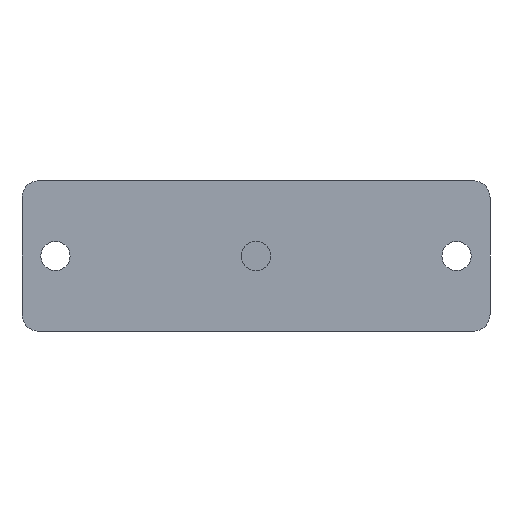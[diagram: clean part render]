
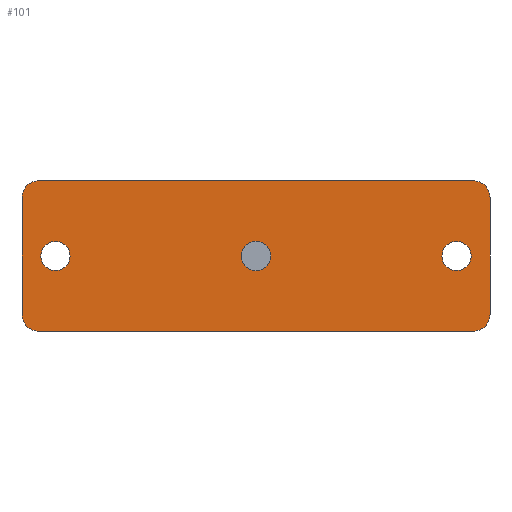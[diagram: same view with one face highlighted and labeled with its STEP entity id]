
A CAD part, front view. The second image highlights one B-rep face of the part: STEP entity #101.
In plain terms, the highlighted planar face has unit normal (0, -1, 0).
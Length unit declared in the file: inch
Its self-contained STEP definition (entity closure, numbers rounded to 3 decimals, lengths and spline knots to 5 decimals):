
#8 = AXIS2_PLACEMENT_3D ( 'NONE', #349, #1837, #3411 ) ;
#82 = CARTESIAN_POINT ( 'NONE',  ( 3., 0., 0. ) ) ;
#90 = CARTESIAN_POINT ( 'NONE',  ( 3., 0., 0.21875 ) ) ;
#101 = ADVANCED_FACE ( 'NONE', ( #323, #2635, #561, #1243 ), #2532, .F. ) ;
#116 = AXIS2_PLACEMENT_3D ( 'NONE', #806, #2949, #3269 ) ;
#248 = EDGE_CURVE ( 'NONE', #2364, #1721, #614, .T. ) ;
#311 = AXIS2_PLACEMENT_3D ( 'NONE', #3424, #3779, #1621 ) ;
#323 = FACE_OUTER_BOUND ( 'NONE', #2700, .T. ) ;
#349 = CARTESIAN_POINT ( 'NONE',  ( 0., 0., 0. ) ) ;
#359 = ORIENTED_EDGE ( 'NONE', *, *, #3651, .T. ) ;
#381 = VERTEX_POINT ( 'NONE', #3603 ) ;
#411 = ORIENTED_EDGE ( 'NONE', *, *, #3563, .F. ) ;
#414 = ORIENTED_EDGE ( 'NONE', *, *, #3812, .F. ) ;
#424 = DIRECTION ( 'NONE',  ( 1., 0., 0. ) ) ;
#439 = DIRECTION ( 'NONE',  ( 0., 0., 1. ) ) ;
#457 = CARTESIAN_POINT ( 'NONE',  ( 3.25, 0., -0.875 ) ) ;
#462 = DIRECTION ( 'NONE',  ( 0., 0., 1. ) ) ;
#483 = CARTESIAN_POINT ( 'NONE',  ( -3., 0., 0. ) ) ;
#517 = VERTEX_POINT ( 'NONE', #1190 ) ;
#519 = VERTEX_POINT ( 'NONE', #2080 ) ;
#533 = CIRCLE ( 'NONE', #1629, 0.21875 ) ;
#561 = FACE_BOUND ( 'NONE', #1404, .T. ) ;
#614 = CIRCLE ( 'NONE', #2027, 0.25 ) ;
#620 = CIRCLE ( 'NONE', #116, 0.21875 ) ;
#653 = CARTESIAN_POINT ( 'NONE',  ( 3.25, 0., 0.875 ) ) ;
#670 = ORIENTED_EDGE ( 'NONE', *, *, #3237, .F. ) ;
#691 = CIRCLE ( 'NONE', #311, 0.25 ) ;
#706 = CARTESIAN_POINT ( 'NONE',  ( -3.25, 0., 0.875 ) ) ;
#736 = DIRECTION ( 'NONE',  ( 0., 1., 0. ) ) ;
#743 = VERTEX_POINT ( 'NONE', #1922 ) ;
#761 = ORIENTED_EDGE ( 'NONE', *, *, #1121, .T. ) ;
#780 = VERTEX_POINT ( 'NONE', #3782 ) ;
#806 = CARTESIAN_POINT ( 'NONE',  ( -3., 0., 0. ) ) ;
#910 = CARTESIAN_POINT ( 'NONE',  ( -3.25, 0., -1.125 ) ) ;
#1007 = ORIENTED_EDGE ( 'NONE', *, *, #1797, .T. ) ;
#1121 = EDGE_CURVE ( 'NONE', #3951, #3342, #2331, .T. ) ;
#1123 = CARTESIAN_POINT ( 'NONE',  ( 0., 0., -0.21875 ) ) ;
#1155 = DIRECTION ( 'NONE',  ( 0., 1., 0. ) ) ;
#1190 = CARTESIAN_POINT ( 'NONE',  ( -3., 0., -0.21875 ) ) ;
#1238 = DIRECTION ( 'NONE',  ( 0., 0., 1. ) ) ;
#1243 = FACE_BOUND ( 'NONE', #3005, .T. ) ;
#1295 = CARTESIAN_POINT ( 'NONE',  ( 3.25, 0., -1.125 ) ) ;
#1374 = VERTEX_POINT ( 'NONE', #90 ) ;
#1404 = EDGE_LOOP ( 'NONE', ( #1639, #1007 ) ) ;
#1453 = CARTESIAN_POINT ( 'NONE',  ( 3., 0., 0. ) ) ;
#1501 = EDGE_LOOP ( 'NONE', ( #2497, #2060 ) ) ;
#1523 = CARTESIAN_POINT ( 'NONE',  ( 0., 0., 0. ) ) ;
#1554 = CIRCLE ( 'NONE', #1622, 0.25 ) ;
#1556 = DIRECTION ( 'NONE',  ( 0., 0., 1. ) ) ;
#1596 = DIRECTION ( 'NONE',  ( 0., 0., 1. ) ) ;
#1606 = AXIS2_PLACEMENT_3D ( 'NONE', #82, #736, #439 ) ;
#1621 = DIRECTION ( 'NONE',  ( 0., 0., 1. ) ) ;
#1622 = AXIS2_PLACEMENT_3D ( 'NONE', #1676, #3543, #462 ) ;
#1629 = AXIS2_PLACEMENT_3D ( 'NONE', #1453, #1155, #2028 ) ;
#1639 = ORIENTED_EDGE ( 'NONE', *, *, #3045, .T. ) ;
#1662 = ORIENTED_EDGE ( 'NONE', *, *, #3717, .F. ) ;
#1675 = LINE ( 'NONE', #2671, #2098 ) ;
#1676 = CARTESIAN_POINT ( 'NONE',  ( -3.25, 0., -0.875 ) ) ;
#1721 = VERTEX_POINT ( 'NONE', #1295 ) ;
#1731 = ORIENTED_EDGE ( 'NONE', *, *, #2432, .F. ) ;
#1797 = EDGE_CURVE ( 'NONE', #1374, #2196, #3169, .T. ) ;
#1816 = AXIS2_PLACEMENT_3D ( 'NONE', #706, #1912, #1596 ) ;
#1837 = DIRECTION ( 'NONE',  ( 0., 1., 0. ) ) ;
#1863 = LINE ( 'NONE', #3135, #2134 ) ;
#1901 = CARTESIAN_POINT ( 'NONE',  ( -3.25, 0., 1.125 ) ) ;
#1911 = EDGE_CURVE ( 'NONE', #3263, #517, #2209, .T. ) ;
#1912 = DIRECTION ( 'NONE',  ( 0., 1., 0. ) ) ;
#1916 = ORIENTED_EDGE ( 'NONE', *, *, #3786, .F. ) ;
#1922 = CARTESIAN_POINT ( 'NONE',  ( -3.25, 0., 1.125 ) ) ;
#1958 = DIRECTION ( 'NONE',  ( -1., 0., 0. ) ) ;
#1964 = AXIS2_PLACEMENT_3D ( 'NONE', #483, #3574, #3231 ) ;
#1979 = ORIENTED_EDGE ( 'NONE', *, *, #3484, .F. ) ;
#1980 = DIRECTION ( 'NONE',  ( 0., 1., 0. ) ) ;
#1986 = CIRCLE ( 'NONE', #3584, 0.25 ) ;
#2027 = AXIS2_PLACEMENT_3D ( 'NONE', #457, #1980, #3498 ) ;
#2028 = DIRECTION ( 'NONE',  ( 0., 0., 1. ) ) ;
#2046 = AXIS2_PLACEMENT_3D ( 'NONE', #1523, #2425, #1238 ) ;
#2060 = ORIENTED_EDGE ( 'NONE', *, *, #1911, .T. ) ;
#2080 = CARTESIAN_POINT ( 'NONE',  ( -3.5, 0., -0.875 ) ) ;
#2098 = VECTOR ( 'NONE', #2356, 39.37008 ) ;
#2134 = VECTOR ( 'NONE', #1556, 39.37008 ) ;
#2196 = VERTEX_POINT ( 'NONE', #3671 ) ;
#2202 = VERTEX_POINT ( 'NONE', #910 ) ;
#2209 = CIRCLE ( 'NONE', #1964, 0.21875 ) ;
#2224 = LINE ( 'NONE', #2307, #3573 ) ;
#2307 = CARTESIAN_POINT ( 'NONE',  ( -3.25, 0., -1.125 ) ) ;
#2331 = CIRCLE ( 'NONE', #2046, 0.21875 ) ;
#2356 = DIRECTION ( 'NONE',  ( 0., 0., -1. ) ) ;
#2364 = VERTEX_POINT ( 'NONE', #2897 ) ;
#2417 = VECTOR ( 'NONE', #424, 39.37008 ) ;
#2425 = DIRECTION ( 'NONE',  ( 0., 1., 0. ) ) ;
#2432 = EDGE_CURVE ( 'NONE', #2499, #2364, #1675, .T. ) ;
#2483 = EDGE_CURVE ( 'NONE', #517, #3263, #620, .T. ) ;
#2497 = ORIENTED_EDGE ( 'NONE', *, *, #2483, .T. ) ;
#2499 = VERTEX_POINT ( 'NONE', #3006 ) ;
#2532 = PLANE ( 'NONE',  #1816 ) ;
#2635 = FACE_BOUND ( 'NONE', #1501, .T. ) ;
#2671 = CARTESIAN_POINT ( 'NONE',  ( 3.5, 0., -0.875 ) ) ;
#2700 = EDGE_LOOP ( 'NONE', ( #1662, #670, #1979, #414, #3245, #1731, #411, #1916 ) ) ;
#2897 = CARTESIAN_POINT ( 'NONE',  ( 3.5, 0., -0.875 ) ) ;
#2949 = DIRECTION ( 'NONE',  ( 0., 1., 0. ) ) ;
#3005 = EDGE_LOOP ( 'NONE', ( #761, #359 ) ) ;
#3006 = CARTESIAN_POINT ( 'NONE',  ( 3.5, 0., 0.875 ) ) ;
#3045 = EDGE_CURVE ( 'NONE', #2196, #1374, #533, .T. ) ;
#3081 = DIRECTION ( 'NONE',  ( 0., 1., 0. ) ) ;
#3135 = CARTESIAN_POINT ( 'NONE',  ( -3.5, 0., -0.875 ) ) ;
#3169 = CIRCLE ( 'NONE', #1606, 0.21875 ) ;
#3230 = LINE ( 'NONE', #1901, #2417 ) ;
#3231 = DIRECTION ( 'NONE',  ( 0., 0., 1. ) ) ;
#3237 = EDGE_CURVE ( 'NONE', #519, #780, #1863, .T. ) ;
#3245 = ORIENTED_EDGE ( 'NONE', *, *, #248, .F. ) ;
#3263 = VERTEX_POINT ( 'NONE', #3708 ) ;
#3269 = DIRECTION ( 'NONE',  ( 0., 0., 1. ) ) ;
#3342 = VERTEX_POINT ( 'NONE', #3432 ) ;
#3392 = DIRECTION ( 'NONE',  ( 0., 0., 1. ) ) ;
#3411 = DIRECTION ( 'NONE',  ( 0., 0., 1. ) ) ;
#3424 = CARTESIAN_POINT ( 'NONE',  ( -3.25, 0., 0.875 ) ) ;
#3432 = CARTESIAN_POINT ( 'NONE',  ( 0., 0., 0.21875 ) ) ;
#3484 = EDGE_CURVE ( 'NONE', #2202, #519, #1554, .T. ) ;
#3498 = DIRECTION ( 'NONE',  ( 0., 0., 1. ) ) ;
#3543 = DIRECTION ( 'NONE',  ( 0., 1., 0. ) ) ;
#3563 = EDGE_CURVE ( 'NONE', #381, #2499, #1986, .T. ) ;
#3573 = VECTOR ( 'NONE', #1958, 39.37008 ) ;
#3574 = DIRECTION ( 'NONE',  ( 0., 1., 0. ) ) ;
#3584 = AXIS2_PLACEMENT_3D ( 'NONE', #653, #3081, #3392 ) ;
#3603 = CARTESIAN_POINT ( 'NONE',  ( 3.25, 0., 1.125 ) ) ;
#3651 = EDGE_CURVE ( 'NONE', #3342, #3951, #3956, .T. ) ;
#3671 = CARTESIAN_POINT ( 'NONE',  ( 3., 0., -0.21875 ) ) ;
#3708 = CARTESIAN_POINT ( 'NONE',  ( -3., 0., 0.21875 ) ) ;
#3717 = EDGE_CURVE ( 'NONE', #780, #743, #691, .T. ) ;
#3779 = DIRECTION ( 'NONE',  ( 0., 1., 0. ) ) ;
#3782 = CARTESIAN_POINT ( 'NONE',  ( -3.5, 0., 0.875 ) ) ;
#3786 = EDGE_CURVE ( 'NONE', #743, #381, #3230, .T. ) ;
#3812 = EDGE_CURVE ( 'NONE', #1721, #2202, #2224, .T. ) ;
#3951 = VERTEX_POINT ( 'NONE', #1123 ) ;
#3956 = CIRCLE ( 'NONE', #8, 0.21875 ) ;
